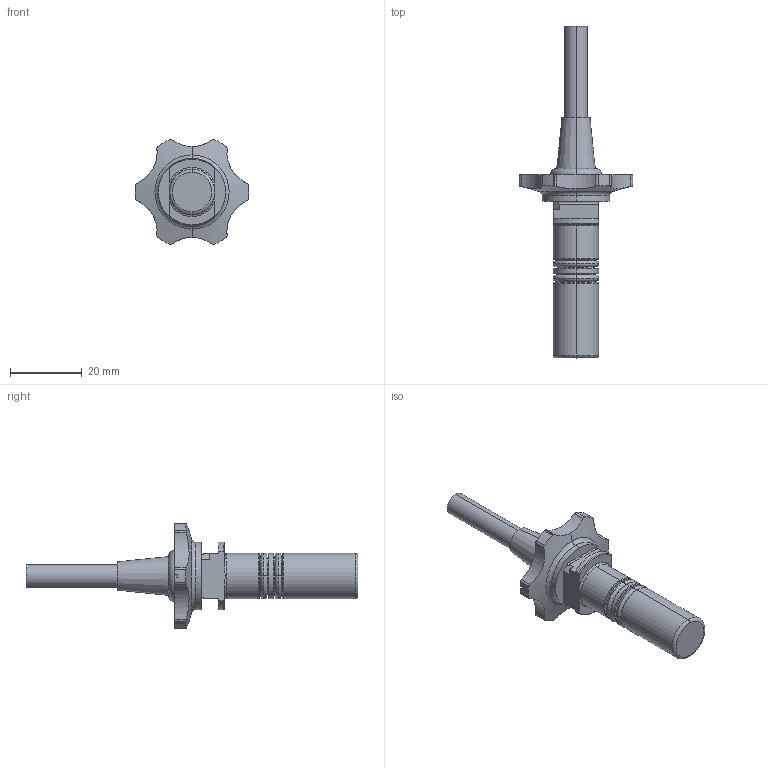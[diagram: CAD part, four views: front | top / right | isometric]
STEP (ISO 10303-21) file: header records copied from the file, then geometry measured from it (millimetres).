
FILE_DESCRIPTION (( 'STEP AP214' ), '1' );
FILE_NAME ('NZMS_Custom_Debris_Example_004.STEP', '2025-08-23T17:49:16', ( '' ), ( '' ), 'SwSTEP 2.0', 'SolidWorks 2025', '' );
FILE_SCHEMA (( 'AUTOMOTIVE_DESIGN' ));
Length unit declared in the file: inch
Products named in the file (1): NZMS_Custom_Debris_Example_004
Bounding box: 31.75 x 92.51 x 29.26 mm (x, y, z)
Volume: 11341 mm3; surface area: 4942.3 mm2
Topology: 1 solids, 1 shells, 135 faces, 324 edges, 198 vertices
Faces by surface type: cylinder 53, torus 51, plane 27, cone 4
Entity records: 4137 total; most frequent: CARTESIAN_POINT 877, DIRECTION 755, ORIENTED_EDGE 648, AXIS2_PLACEMENT_3D 326, EDGE_CURVE 324, VERTEX_POINT 198, CIRCLE 190, EDGE_LOOP 142
